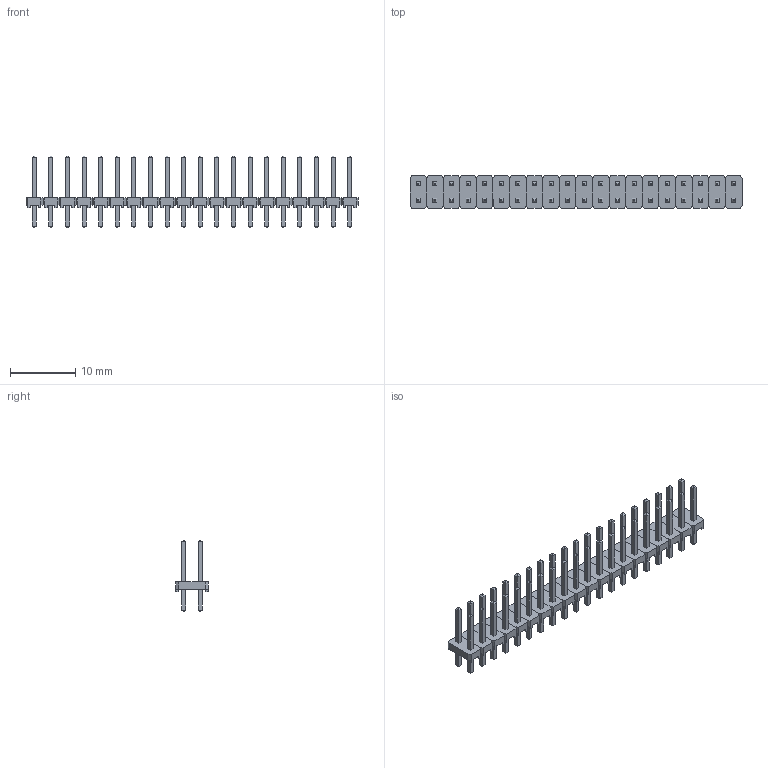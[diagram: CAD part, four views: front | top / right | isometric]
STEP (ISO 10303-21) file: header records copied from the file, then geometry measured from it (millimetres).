
FILE_DESCRIPTION((''),'2;1');
FILE_NAME('SAMTEC_MTLW-120-07-L-D-250.stp','2013-08-27T14:01:40',(''),(''),'Mechanical Desktop 2011','Mechanical Desktop 2011',', , ');
FILE_SCHEMA(('AUTOMOTIVE_DESIGN { 1 2 10303 214 1 1 1 1 }'));
Length unit declared in the file: millimetre
Products named in the file (1): Product
Bounding box: 50.8 x 5.03 x 10.92 mm (x, y, z)
Volume: 445.5 mm3; surface area: 1905.5 mm2
Topology: 100 solids, 100 shells, 1320 faces, 2960 edges, 1840 vertices
Faces by surface type: plane 820, bspline 500
Entity records: 35324 total; most frequent: CARTESIAN_POINT 7621, ORIENTED_EDGE 5920, DIRECTION 4602, VECTOR 2960, LINE 2960, EDGE_CURVE 2960, VERTEX_POINT 1840, EDGE_LOOP 1320
